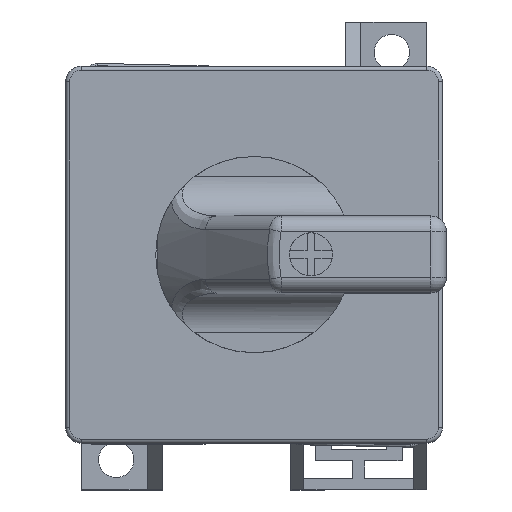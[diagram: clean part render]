
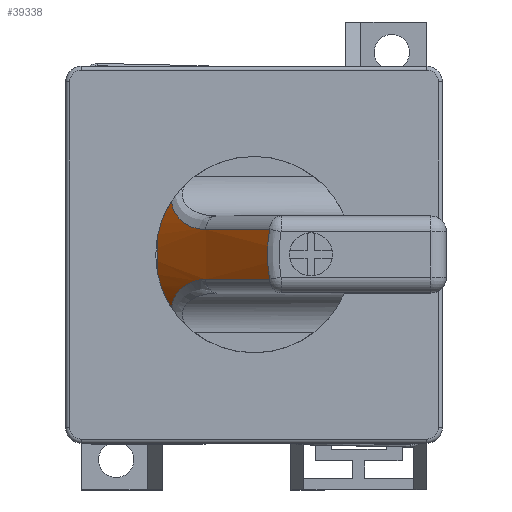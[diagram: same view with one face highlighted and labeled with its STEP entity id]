
A CAD part, top view. The second image highlights one B-rep face of the part: STEP entity #39338.
In plain terms, the highlighted cylindrical face has radius 23 mm (diameter 46 mm), a partial arc.
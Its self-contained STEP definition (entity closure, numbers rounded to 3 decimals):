
#12518 = ORIENTED_EDGE ( 'NONE', *, *, #69626, .T. ) ;
#12520 = ORIENTED_EDGE ( 'NONE', *, *, #69647, .T. ) ;
#12522 = ORIENTED_EDGE ( 'NONE', *, *, #69648, .T. ) ;
#12524 = ORIENTED_EDGE ( 'NONE', *, *, #69649, .T. ) ;
#12526 = ORIENTED_EDGE ( 'NONE', *, *, #69650, .T. ) ;
#12529 = ORIENTED_EDGE ( 'NONE', *, *, #69651, .T. ) ;
#12531 = ORIENTED_EDGE ( 'NONE', *, *, #43873, .T. ) ;
#12533 = ORIENTED_EDGE ( 'NONE', *, *, #69646, .T. ) ;
#30563 = CARTESIAN_POINT ( 'NONE',  ( -12.079, -3.308, 3.81 ) ) ;
#30575 = CARTESIAN_POINT ( 'NONE',  ( -12.237, -2.552, 3.761 ) ) ;
#30583 = CARTESIAN_POINT ( 'NONE',  ( -11.854, -4.041, 3.88 ) ) ;
#30585 = CARTESIAN_POINT ( 'NONE',  ( -11.417, -5.104, 4.028 ) ) ;
#30587 = CARTESIAN_POINT ( 'NONE',  ( -11.256, -5.45, 4.084 ) ) ;
#30588 = CARTESIAN_POINT ( 'NONE',  ( -10.906, -6.12, 4.211 ) ) ;
#30590 = CARTESIAN_POINT ( 'NONE',  ( -10.717, -6.444, 4.281 ) ) ;
#30592 = CARTESIAN_POINT ( 'NONE',  ( -10.516, -6.758, 4.36 ) ) ;
#30700 = CARTESIAN_POINT ( 'NONE',  ( 1.978, -3.176, 19.33 ) ) ;
#30708 = CARTESIAN_POINT ( 'NONE',  ( -10.516, -6.758, 4.36 ) ) ;
#30710 = CARTESIAN_POINT ( 'NONE',  ( -10.478, -6.447, 4.544 ) ) ;
#30711 = CARTESIAN_POINT ( 'NONE',  ( 4.701, 0., -11.588 ) ) ;
#30713 = DIRECTION ( 'NONE',  ( 0.672, 0., 0.741 ) ) ;
#30715 = DIRECTION ( 'NONE',  ( 0.741, 0., -0.672 ) ) ;
#30717 = CARTESIAN_POINT ( 'NONE',  ( 1.597, -1.066, 19.347 ) ) ;
#30719 = CARTESIAN_POINT ( 'NONE',  ( -10.406, -6.152, 4.748 ) ) ;
#30721 = CARTESIAN_POINT ( 'NONE',  ( -10.21, -5.608, 5.178 ) ) ;
#30723 = CARTESIAN_POINT ( 'NONE',  ( -10.087, -5.359, 5.404 ) ) ;
#30724 = CARTESIAN_POINT ( 'NONE',  ( -9.799, -4.901, 5.878 ) ) ;
#30726 = CARTESIAN_POINT ( 'NONE',  ( -9.634, -4.691, 6.126 ) ) ;
#30728 = CARTESIAN_POINT ( 'NONE',  ( -9.279, -4.32, 6.628 ) ) ;
#30730 = CARTESIAN_POINT ( 'NONE',  ( -9.089, -4.157, 6.883 ) ) ;
#30732 = CARTESIAN_POINT ( 'NONE',  ( -8.687, -3.869, 7.403 ) ) ;
#30734 = CARTESIAN_POINT ( 'NONE',  ( -8.474, -3.743, 7.668 ) ) ;
#30736 = CARTESIAN_POINT ( 'NONE',  ( -8.038, -3.532, 8.2 ) ) ;
#30737 = CARTESIAN_POINT ( 'NONE',  ( -7.815, -3.447, 8.465 ) ) ;
#30739 = CARTESIAN_POINT ( 'NONE',  ( -7.133, -3.242, 9.263 ) ) ;
#30741 = CARTESIAN_POINT ( 'NONE',  ( -6.663, -3.176, 9.795 ) ) ;
#30743 = CARTESIAN_POINT ( 'NONE',  ( -6.178, -3.176, 10.33 ) ) ;
#30745 = CARTESIAN_POINT ( 'NONE',  ( -12.179, -3.176, 3.709 ) ) ;
#30748 = DIRECTION ( 'NONE',  ( 0.672, 0., 0.741 ) ) ;
#30750 = CARTESIAN_POINT ( 'NONE',  ( -6.663, 3.176, 9.795 ) ) ;
#30752 = CARTESIAN_POINT ( 'NONE',  ( -6.178, 3.176, 10.33 ) ) ;
#30754 = CARTESIAN_POINT ( 'NONE',  ( 1.597, 1.066, 19.347 ) ) ;
#30756 = CARTESIAN_POINT ( 'NONE',  ( 1.978, 3.176, 19.33 ) ) ;
#30760 = CARTESIAN_POINT ( 'NONE',  ( -12.179, 3.176, 3.709 ) ) ;
#30763 = DIRECTION ( 'NONE',  ( -0.672, 0., -0.741 ) ) ;
#30769 = CARTESIAN_POINT ( 'NONE',  ( -7.133, 3.242, 9.263 ) ) ;
#30771 = CARTESIAN_POINT ( 'NONE',  ( -7.815, 3.447, 8.465 ) ) ;
#30773 = CARTESIAN_POINT ( 'NONE',  ( -8.038, 3.532, 8.2 ) ) ;
#30775 = CARTESIAN_POINT ( 'NONE',  ( -8.474, 3.743, 7.668 ) ) ;
#30777 = CARTESIAN_POINT ( 'NONE',  ( -8.687, 3.869, 7.403 ) ) ;
#30779 = CARTESIAN_POINT ( 'NONE',  ( -9.089, 4.157, 6.883 ) ) ;
#30781 = CARTESIAN_POINT ( 'NONE',  ( -9.279, 4.32, 6.628 ) ) ;
#30782 = CARTESIAN_POINT ( 'NONE',  ( -9.634, 4.691, 6.126 ) ) ;
#30784 = CARTESIAN_POINT ( 'NONE',  ( -9.799, 4.901, 5.878 ) ) ;
#30786 = CARTESIAN_POINT ( 'NONE',  ( -10.087, 5.359, 5.404 ) ) ;
#30788 = CARTESIAN_POINT ( 'NONE',  ( -10.21, 5.608, 5.178 ) ) ;
#30790 = CARTESIAN_POINT ( 'NONE',  ( -10.406, 6.152, 4.748 ) ) ;
#30792 = CARTESIAN_POINT ( 'NONE',  ( -10.478, 6.447, 4.544 ) ) ;
#30794 = CARTESIAN_POINT ( 'NONE',  ( -10.516, 6.758, 4.36 ) ) ;
#31537 = CIRCLE ( 'NONE', #77255, 23. ) ;
#31540 = LINE ( 'NONE', #30745, #31542 ) ;
#31542 = VECTOR ( 'NONE', #30748, 1000. ) ;
#31544 = LINE ( 'NONE', #30760, #31548 ) ;
#31548 = VECTOR ( 'NONE', #30763, 1000. ) ;
#39338 = ADVANCED_FACE ( 'NONE', ( #48099 ), #48106, .T. ) ;
#40730 = VERTEX_POINT ( 'NONE', #59388 ) ;
#40752 = VERTEX_POINT ( 'NONE', #59425 ) ;
#40764 = VERTEX_POINT ( 'NONE', #59445 ) ;
#40782 = VERTEX_POINT ( 'NONE', #59475 ) ;
#40791 = VERTEX_POINT ( 'NONE', #59491 ) ;
#40795 = VERTEX_POINT ( 'NONE', #59497 ) ;
#40796 = VERTEX_POINT ( 'NONE', #59498 ) ;
#40797 = VERTEX_POINT ( 'NONE', #59499 ) ;
#42203 = EDGE_LOOP ( 'NONE', ( #12518, #12520, #12522, #12524, #12526, #12529, #12531, #12533 ) ) ;
#43399 = B_SPLINE_CURVE_WITH_KNOTS ( 'NONE', 3,
 ( #76965, #76963, #76979, #76981, #76983, #76985, #76987, #76989 ),
 .UNSPECIFIED., .F., .F.,
 ( 4, 2, 2, 4 ),
 ( -0.002, -0.001, 0., 0.002 ),
 .UNSPECIFIED. ) ;
#43753 = B_SPLINE_CURVE_WITH_KNOTS ( 'NONE', 3,
 ( #30575, #30563, #30583, #30585, #30587, #30588, #30590, #30592 ),
 .UNSPECIFIED., .F., .F.,
 ( 4, 2, 2, 4 ),
 ( 0., 0.002, 0.003, 0.005 ),
 .UNSPECIFIED. ) ;
#43760 = B_SPLINE_CURVE_WITH_KNOTS ( 'NONE', 3,
 ( #30708, #30710, #30719, #30721, #30723, #30724, #30726, #30728, #30730, #30732, #30734, #30736, #30737, #30739, #30741, #30743 ),
 .UNSPECIFIED., .F., .F.,
 ( 4, 2, 2, 2, 2, 2, 2, 4 ),
 ( 0., 0.001, 0.002, 0.003, 0.004, 0.005, 0.007, 0.009 ),
 .UNSPECIFIED. ) ;
#43763 =( BOUNDED_CURVE ( )  B_SPLINE_CURVE ( 3, ( #30700, #30717, #30754, #30756 ),
 .UNSPECIFIED., .F., .F. ) 
 B_SPLINE_CURVE_WITH_KNOTS ( ( 4, 4 ),
 ( 3.003, 3.28 ),
 .UNSPECIFIED. ) 
 CURVE ( )  GEOMETRIC_REPRESENTATION_ITEM ( )  RATIONAL_B_SPLINE_CURVE ( ( 1., 0.994, 0.994, 1. ) ) 
 REPRESENTATION_ITEM ( '' )  );
#43765 = B_SPLINE_CURVE_WITH_KNOTS ( 'NONE', 3,
 ( #30752, #30750, #30769, #30771, #30773, #30775, #30777, #30779, #30781, #30782, #30784, #30786, #30788, #30790, #30792, #30794 ),
 .UNSPECIFIED., .F., .F.,
 ( 4, 2, 2, 2, 2, 2, 2, 4 ),
 ( 0., 0.002, 0.003, 0.004, 0.005, 0.006, 0.007, 0.009 ),
 .UNSPECIFIED. ) ;
#43873 = EDGE_CURVE ( 'NONE', #40730, #40752, #43399, .T. ) ;
#45578 = AXIS2_PLACEMENT_3D ( 'NONE', #53251, #53250, #53243 ) ;
#48099 = FACE_OUTER_BOUND ( 'NONE', #42203, .T. ) ;
#48106 = CYLINDRICAL_SURFACE ( 'NONE', #45578, 23. ) ;
#53243 = DIRECTION ( 'NONE',  ( 0.741, 0., -0.672 ) ) ;
#53250 = DIRECTION ( 'NONE',  ( 0.672, 0., 0.741 ) ) ;
#53251 = CARTESIAN_POINT ( 'NONE',  ( 4.701, 0., -11.588 ) ) ;
#59388 = CARTESIAN_POINT ( 'NONE',  ( -10.516, 6.758, 4.36 ) ) ;
#59425 = CARTESIAN_POINT ( 'NONE',  ( -12.237, 2.552, 3.761 ) ) ;
#59445 = CARTESIAN_POINT ( 'NONE',  ( -12.237, -2.552, 3.761 ) ) ;
#59475 = CARTESIAN_POINT ( 'NONE',  ( -10.516, -6.758, 4.36 ) ) ;
#59491 = CARTESIAN_POINT ( 'NONE',  ( -6.178, -3.176, 10.33 ) ) ;
#59497 = CARTESIAN_POINT ( 'NONE',  ( 1.978, -3.176, 19.33 ) ) ;
#59498 = CARTESIAN_POINT ( 'NONE',  ( 1.978, 3.176, 19.33 ) ) ;
#59499 = CARTESIAN_POINT ( 'NONE',  ( -6.178, 3.176, 10.33 ) ) ;
#69626 = EDGE_CURVE ( 'NONE', #40764, #40782, #43753, .T. ) ;
#69646 = EDGE_CURVE ( 'NONE', #40752, #40764, #31537, .T. ) ;
#69647 = EDGE_CURVE ( 'NONE', #40782, #40791, #43760, .T. ) ;
#69648 = EDGE_CURVE ( 'NONE', #40791, #40795, #31540, .T. ) ;
#69649 = EDGE_CURVE ( 'NONE', #40795, #40796, #43763, .T. ) ;
#69650 = EDGE_CURVE ( 'NONE', #40796, #40797, #31544, .T. ) ;
#69651 = EDGE_CURVE ( 'NONE', #40797, #40730, #43765, .T. ) ;
#76963 = CARTESIAN_POINT ( 'NONE',  ( -10.717, 6.444, 4.281 ) ) ;
#76965 = CARTESIAN_POINT ( 'NONE',  ( -10.516, 6.758, 4.36 ) ) ;
#76979 = CARTESIAN_POINT ( 'NONE',  ( -10.906, 6.12, 4.211 ) ) ;
#76981 = CARTESIAN_POINT ( 'NONE',  ( -11.256, 5.45, 4.084 ) ) ;
#76983 = CARTESIAN_POINT ( 'NONE',  ( -11.417, 5.104, 4.028 ) ) ;
#76985 = CARTESIAN_POINT ( 'NONE',  ( -11.854, 4.041, 3.88 ) ) ;
#76987 = CARTESIAN_POINT ( 'NONE',  ( -12.079, 3.308, 3.81 ) ) ;
#76989 = CARTESIAN_POINT ( 'NONE',  ( -12.237, 2.552, 3.761 ) ) ;
#77255 = AXIS2_PLACEMENT_3D ( 'NONE', #30711, #30713, #30715 ) ;
